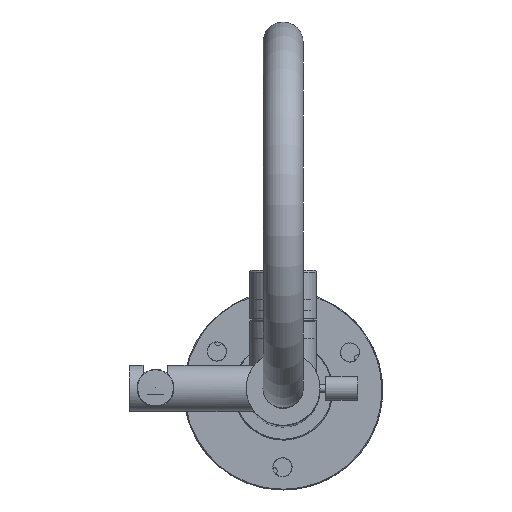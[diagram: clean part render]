
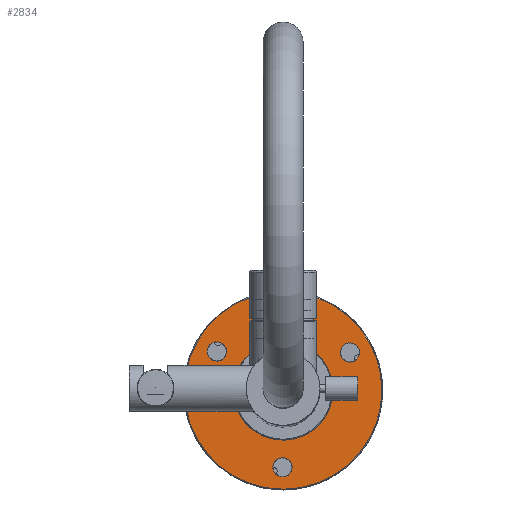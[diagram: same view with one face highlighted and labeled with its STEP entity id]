
A CAD part, top view. The second image highlights one B-rep face of the part: STEP entity #2834.
In plain terms, the highlighted planar face has unit normal (0, 0, 1).
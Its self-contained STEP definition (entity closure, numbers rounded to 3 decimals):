
#729=ORIENTED_EDGE('',*,*,#1164,.T.);
#730=ORIENTED_EDGE('',*,*,#1173,.T.);
#731=ORIENTED_EDGE('',*,*,#1174,.T.);
#732=ORIENTED_EDGE('',*,*,#1175,.T.);
#733=ORIENTED_EDGE('',*,*,#1176,.T.);
#1164=EDGE_CURVE('',#2283,#2283,#1443,.T.);
#1173=EDGE_CURVE('',#2292,#2292,#1452,.F.);
#1174=EDGE_CURVE('',#2293,#2293,#1453,.F.);
#1175=EDGE_CURVE('',#2294,#2294,#1454,.F.);
#1176=EDGE_CURVE('',#2295,#2295,#1455,.F.);
#1443=CIRCLE('',#3614,64.25);
#1452=CIRCLE('',#3631,6.25);
#1453=CIRCLE('',#3632,6.25);
#1454=CIRCLE('',#3633,6.25);
#1455=CIRCLE('',#3634,31.6);
#1759=EDGE_LOOP('',(#729));
#1760=EDGE_LOOP('',(#730));
#1761=EDGE_LOOP('',(#731));
#1762=EDGE_LOOP('',(#732));
#1763=EDGE_LOOP('',(#733));
#1871=PLANE('',#3630);
#2283=VERTEX_POINT('',#13753);
#2292=VERTEX_POINT('',#13779);
#2293=VERTEX_POINT('',#13781);
#2294=VERTEX_POINT('',#13783);
#2295=VERTEX_POINT('',#13785);
#2651=FACE_BOUND('',#1759,.T.);
#2652=FACE_BOUND('',#1760,.T.);
#2653=FACE_BOUND('',#1761,.T.);
#2654=FACE_BOUND('',#1762,.T.);
#2655=FACE_BOUND('',#1763,.T.);
#2834=ADVANCED_FACE('',(#2651,#2652,#2653,#2654,#2655),#1871,.T.);
#3614=AXIS2_PLACEMENT_3D('',#13752,#4312,#4313);
#3630=AXIS2_PLACEMENT_3D('',#13777,#4344,#4345);
#3631=AXIS2_PLACEMENT_3D('',#13778,#4346,#4347);
#3632=AXIS2_PLACEMENT_3D('',#13780,#4348,#4349);
#3633=AXIS2_PLACEMENT_3D('',#13782,#4350,#4351);
#3634=AXIS2_PLACEMENT_3D('',#13784,#4352,#4353);
#4312=DIRECTION('',(0.,0.,1.));
#4313=DIRECTION('',(0.,1.,0.));
#4344=DIRECTION('',(0.,0.,1.));
#4345=DIRECTION('',(-0.994,0.112,0.));
#4346=DIRECTION('',(0.,0.,1.));
#4347=DIRECTION('',(0.809,0.588,0.));
#4348=DIRECTION('',(0.,0.,1.));
#4349=DIRECTION('',(-0.588,0.809,0.));
#4350=DIRECTION('',(0.,0.,1.));
#4351=DIRECTION('',(-0.588,0.809,0.));
#4352=DIRECTION('',(0.,0.,1.));
#4353=DIRECTION('',(1.,0.,0.));
#13752=CARTESIAN_POINT('',(0.,0.,10.5));
#13753=CARTESIAN_POINT('',(0.,64.25,10.5));
#13777=CARTESIAN_POINT('',(71.587,57.1,10.5));
#13778=CARTESIAN_POINT('',(-0.369,-49.999,10.5));
#13779=CARTESIAN_POINT('',(4.687,-46.325,10.5));
#13780=CARTESIAN_POINT('',(-43.115,25.319,10.5));
#13781=CARTESIAN_POINT('',(-46.789,30.376,10.5));
#13782=CARTESIAN_POINT('',(43.485,24.679,10.5));
#13783=CARTESIAN_POINT('',(39.811,29.736,10.5));
#13784=CARTESIAN_POINT('',(0.,0.,10.5));
#13785=CARTESIAN_POINT('',(-31.402,3.535,10.5));
